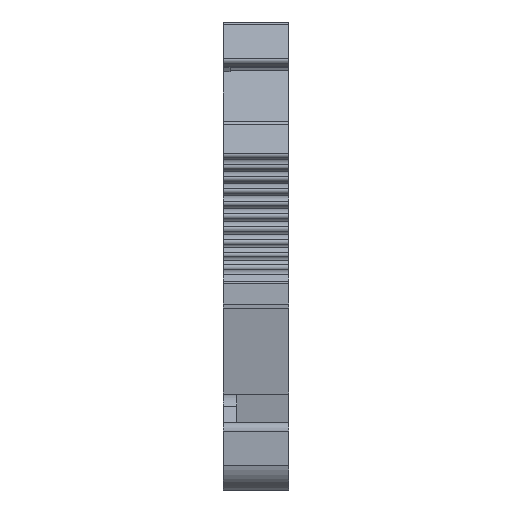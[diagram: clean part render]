
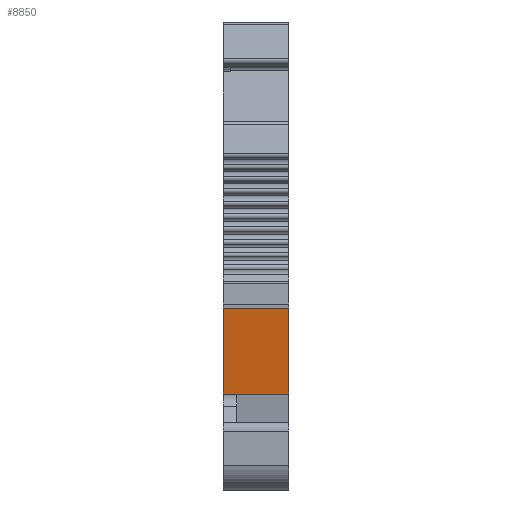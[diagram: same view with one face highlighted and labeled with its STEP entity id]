
A CAD part, left-side view. The second image highlights one B-rep face of the part: STEP entity #8850.
In plain terms, the highlighted planar face has unit normal (-0.986, 0, -0.168).
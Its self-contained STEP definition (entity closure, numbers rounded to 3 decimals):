
#815=ORIENTED_EDGE('',*,*,#2711,.T.);
#816=ORIENTED_EDGE('',*,*,#2710,.T.);
#817=ORIENTED_EDGE('',*,*,#2712,.T.);
#818=ORIENTED_EDGE('',*,*,#2713,.F.);
#2710=EDGE_CURVE('',#3645,#3646,#4276,.T.);
#2711=EDGE_CURVE('',#3647,#3645,#4277,.T.);
#2712=EDGE_CURVE('',#3646,#3648,#4278,.T.);
#2713=EDGE_CURVE('',#3647,#3648,#4279,.T.);
#3645=VERTEX_POINT('',#12234);
#3646=VERTEX_POINT('',#12236);
#3647=VERTEX_POINT('',#12240);
#3648=VERTEX_POINT('',#12242);
#4276=LINE('',#12237,#4931);
#4277=LINE('',#12239,#4932);
#4278=LINE('',#12241,#4933);
#4279=LINE('',#12243,#4934);
#4931=VECTOR('',#10180,1000.);
#4932=VECTOR('',#10183,1000.);
#4933=VECTOR('',#10184,1000.);
#4934=VECTOR('',#10185,1000.);
#5492=EDGE_LOOP('',(#815,#816,#817,#818));
#5850=FACE_BOUND('',#5492,.T.);
#6183=PLANE('',#9260);
#8850=ADVANCED_FACE('',(#5850),#6183,.F.);
#9260=AXIS2_PLACEMENT_3D('',#12238,#10181,#10182);
#10180=DIRECTION('',(0.,-1.,0.));
#10181=DIRECTION('',(0.986,0.,0.168));
#10182=DIRECTION('',(0.168,0.,-0.986));
#10183=DIRECTION('',(0.168,0.,-0.986));
#10184=DIRECTION('',(-0.168,0.,0.986));
#10185=DIRECTION('',(0.,-1.,0.));
#12234=CARTESIAN_POINT('',(-29.099,2.85,-10.316));
#12236=CARTESIAN_POINT('',(-29.099,-2.15,-10.316));
#12237=CARTESIAN_POINT('',(-29.099,72.327,-10.316));
#12238=CARTESIAN_POINT('',(-30.222,72.327,-3.73));
#12239=CARTESIAN_POINT('',(-29.987,2.85,-5.109));
#12240=CARTESIAN_POINT('',(-30.222,2.85,-3.73));
#12241=CARTESIAN_POINT('',(-30.222,-2.15,-3.73));
#12242=CARTESIAN_POINT('',(-30.222,-2.15,-3.73));
#12243=CARTESIAN_POINT('',(-30.222,72.327,-3.73));
